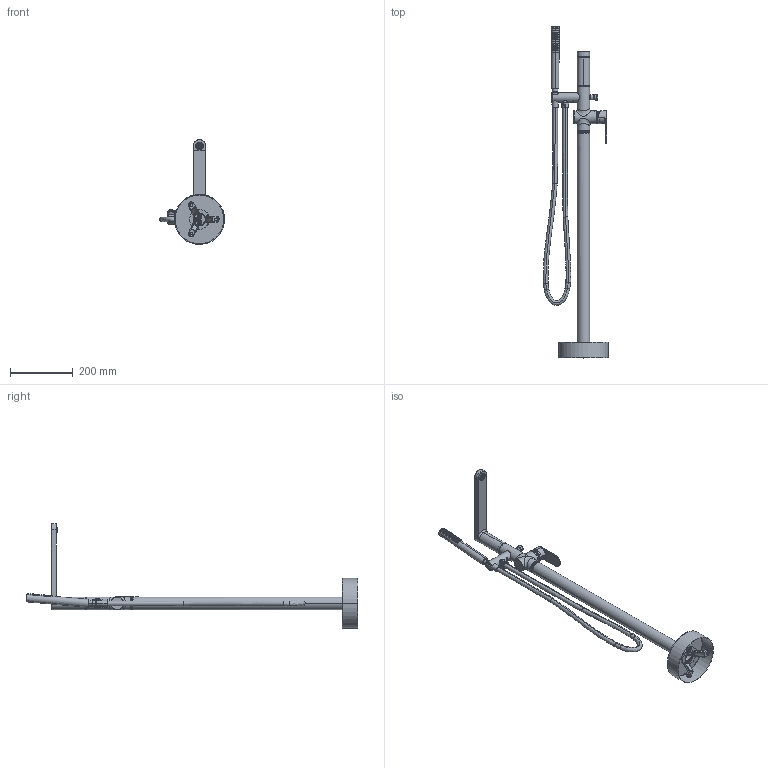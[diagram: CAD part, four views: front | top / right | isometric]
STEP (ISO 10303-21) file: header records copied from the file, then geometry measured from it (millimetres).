
FILE_DESCRIPTION((''),'2;1');
FILE_NAME('AUNO160','2022-02-25T12:08:18',('Michela Ferrini'),(''),'CREO PARAMETRIC BY PTC INC, 2020281','CREO PARAMETRIC BY PTC INC, 2020281','');
FILE_SCHEMA(('CONFIG_CONTROL_DESIGN'));
Products named in the file (32): TOM3F6418CCS8NY_1; TOM3F6418CCS8NY_7; TOM3F6418CCS8NY_8; TOM3F6418CCS8NY_9; TOM3F6418CCS8NY_10; TOM3F6418CCS8NY_11; TOM3F6418CCS8NY_12; TOM3F6418CCS8NY_13; TOM3F6418CCS8NY_14; TOM3F6418CCS8NY_15; TOM3F6418CCS8NY_16; TOM3F6418CCS8NY_17; TOM3F6418CCS8NY_18; TOM3F6418CCS8NY_19; TOM3F6418CCS8NY_20; TOM3F6418CCS8NY_21; TOM3F6418CCS8NY_22; TOM3F6418CCS8NY_23; TOM3F6418CCS8NY_24; TOM3F6418CCS8NY_25; TOM3F6418CCS8NY_26; TOM3F6418CCS8NY_27; TOM3F6418CCS8NY_28; TOM3F6418CCS8NY_29; TOM3F6418CCS8NY_30; TOM3F6418CCS8NY_31; AUNO005C002; SVGMAC0016; SPLMAC0004; TOM3F6418CCS8NY_33; TOM3F6418CCS8NY_34; AUNO160
Assembly tree (31 placements, depth 2):
  AUNO160
    TOM3F6418CCS8NY_1
    TOM3F6418CCS8NY_7
    TOM3F6418CCS8NY_8
    TOM3F6418CCS8NY_9
    TOM3F6418CCS8NY_10
    TOM3F6418CCS8NY_11
    TOM3F6418CCS8NY_12
    TOM3F6418CCS8NY_13
    TOM3F6418CCS8NY_14
    TOM3F6418CCS8NY_15
    TOM3F6418CCS8NY_16
    TOM3F6418CCS8NY_17
    TOM3F6418CCS8NY_18
    TOM3F6418CCS8NY_19
    TOM3F6418CCS8NY_20
    TOM3F6418CCS8NY_21
    TOM3F6418CCS8NY_22
    TOM3F6418CCS8NY_23
    TOM3F6418CCS8NY_24
    TOM3F6418CCS8NY_25
    TOM3F6418CCS8NY_26
    TOM3F6418CCS8NY_27
    TOM3F6418CCS8NY_28
    TOM3F6418CCS8NY_29
    TOM3F6418CCS8NY_30
    TOM3F6418CCS8NY_31
    AUNO005C002
    SVGMAC0016
    SPLMAC0004
    TOM3F6418CCS8NY_33
    TOM3F6418CCS8NY_34
Bounding box: 208 x 1061.52 x 335 mm (x, y, z)
Volume: 951587.7 mm3; surface area: 559435.8 mm2
Topology: 30 solids, 32 shells, 4072 faces, 11185 edges, 7848 vertices
Faces by surface type: plane 2126, cylinder 1450, cone 209, bspline 141, torus 128, sphere 10, revolution 8
Entity records: 173566 total; most frequent: CARTESIAN_POINT 70269, ORIENTED_EDGE 22282, DIRECTION 19812, EDGE_CURVE 11152, VERTEX_POINT 7811, AXIS2_PLACEMENT_3D 7058, VECTOR 5688, LINE 5688
